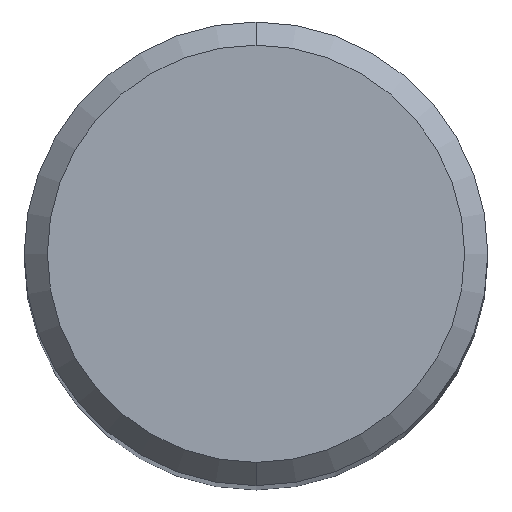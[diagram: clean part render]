
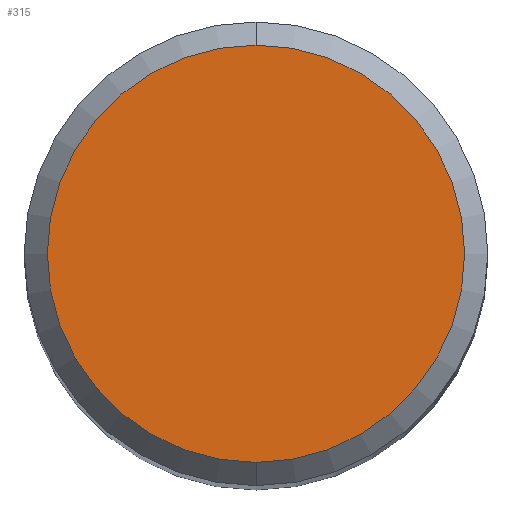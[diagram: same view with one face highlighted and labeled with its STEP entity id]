
A CAD part, top view. The second image highlights one B-rep face of the part: STEP entity #315.
In plain terms, the highlighted planar face has unit normal (0, 0, 1).
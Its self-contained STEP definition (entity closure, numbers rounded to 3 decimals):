
#307=EDGE_CURVE('',#327,#337,#630,.T.);
#315=ADVANCED_FACE('',(#638),#639,.T.);
#327=VERTEX_POINT('',#654);
#337=VERTEX_POINT('',#665);
#433=EDGE_CURVE('',#337,#327,#769,.T.);
#630=CIRCLE('',#1108,4.5);
#638=FACE_OUTER_BOUND('',#1117,.T.);
#639=PLANE('',#1118);
#654=CARTESIAN_POINT('',(0.,-4.5,0.0));
#665=CARTESIAN_POINT('',(0.0,4.5,0.0));
#769=CIRCLE('',#1392,4.5);
#1108=AXIS2_PLACEMENT_3D('',#1642,#1643,#1644);
#1117=EDGE_LOOP('',(#1649,#1650));
#1118=AXIS2_PLACEMENT_3D('',#1651,#1652,#1653);
#1392=AXIS2_PLACEMENT_3D('',#1803,#1804,#1805);
#1642=CARTESIAN_POINT('',(0.0,0.0,0.0));
#1643=DIRECTION('',(0.0,0.0,-1.0));
#1644=DIRECTION('',(0.0,1.0,0.0));
#1649=ORIENTED_EDGE('',*,*,#433,.F.);
#1650=ORIENTED_EDGE('',*,*,#307,.F.);
#1651=CARTESIAN_POINT('',(0.0,2.25,0.0));
#1652=DIRECTION('',(-0.0,0.0,1.0));
#1653=DIRECTION('',(0.0,-1.0,0.0));
#1803=CARTESIAN_POINT('',(0.0,0.0,0.0));
#1804=DIRECTION('',(0.0,0.0,-1.0));
#1805=DIRECTION('',(0.0,1.0,0.0));
